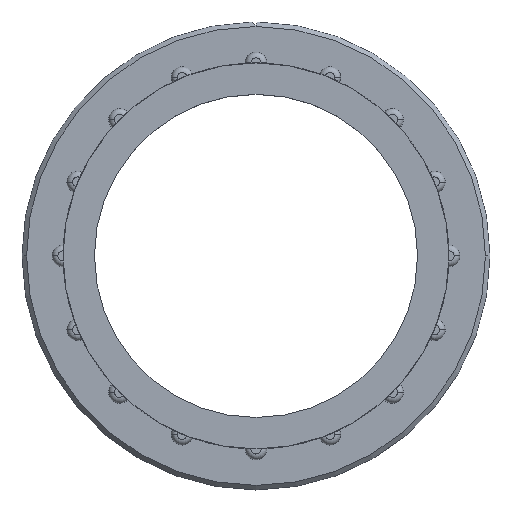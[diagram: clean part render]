
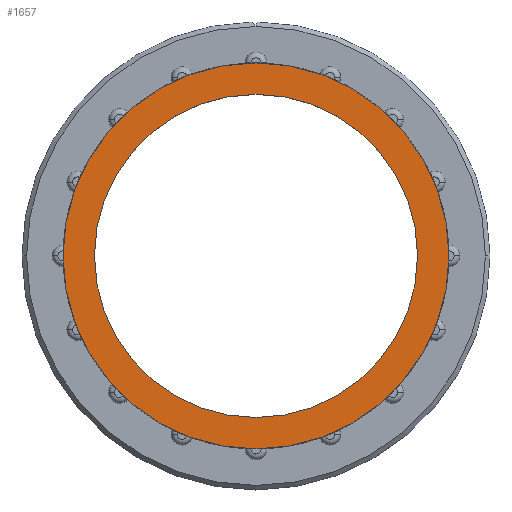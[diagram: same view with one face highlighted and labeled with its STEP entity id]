
A CAD part, top view. The second image highlights one B-rep face of the part: STEP entity #1657.
In plain terms, the highlighted planar face has unit normal (0, 0, 1).
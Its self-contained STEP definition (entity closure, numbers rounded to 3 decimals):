
#3 = VERTEX_POINT ( 'NONE', #2379 ) ;
#151 = DIRECTION ( 'NONE',  ( 1., 0., 0. ) ) ;
#169 = PLANE ( 'NONE',  #987 ) ;
#223 = CIRCLE ( 'NONE', #2343, 16.95 ) ;
#249 = ORIENTED_EDGE ( 'NONE', *, *, #2502, .F. ) ;
#251 = DIRECTION ( 'NONE',  ( 0., 0., 1. ) ) ;
#255 = EDGE_CURVE ( 'NONE', #524, #3, #437, .T. ) ;
#437 = CIRCLE ( 'NONE', #1985, 14.19 ) ;
#524 = VERTEX_POINT ( 'NONE', #3023 ) ;
#682 = EDGE_CURVE ( 'NONE', #695, #1565, #223, .T. ) ;
#695 = VERTEX_POINT ( 'NONE', #1949 ) ;
#820 = FACE_OUTER_BOUND ( 'NONE', #1429, .T. ) ;
#912 = CARTESIAN_POINT ( 'NONE',  ( 0., 0., 4.9 ) ) ;
#933 = DIRECTION ( 'NONE',  ( 1., 0., 0. ) ) ;
#987 = AXIS2_PLACEMENT_3D ( 'NONE', #2072, #1127, #151 ) ;
#1127 = DIRECTION ( 'NONE',  ( 0., 0., 1. ) ) ;
#1128 = CARTESIAN_POINT ( 'NONE',  ( 0., 0., 4.9 ) ) ;
#1185 = DIRECTION ( 'NONE',  ( 0., 0., 1. ) ) ;
#1355 = CIRCLE ( 'NONE', #2329, 16.95 ) ;
#1412 = DIRECTION ( 'NONE',  ( 0., 0., 1. ) ) ;
#1429 = EDGE_LOOP ( 'NONE', ( #1737, #2596 ) ) ;
#1549 = ORIENTED_EDGE ( 'NONE', *, *, #255, .F. ) ;
#1565 = VERTEX_POINT ( 'NONE', #2528 ) ;
#1657 = ADVANCED_FACE ( 'NONE', ( #2516, #820 ), #169, .T. ) ;
#1706 = CARTESIAN_POINT ( 'NONE',  ( 0., 0., 4.9 ) ) ;
#1707 = CARTESIAN_POINT ( 'NONE',  ( 0., 0., 4.9 ) ) ;
#1737 = ORIENTED_EDGE ( 'NONE', *, *, #1878, .T. ) ;
#1878 = EDGE_CURVE ( 'NONE', #1565, #695, #1355, .T. ) ;
#1889 = DIRECTION ( 'NONE',  ( 1., 0., 0. ) ) ;
#1949 = CARTESIAN_POINT ( 'NONE',  ( 16.95, 0., 4.9 ) ) ;
#1985 = AXIS2_PLACEMENT_3D ( 'NONE', #1128, #1185, #1889 ) ;
#2072 = CARTESIAN_POINT ( 'NONE',  ( 0., 0., 4.9 ) ) ;
#2157 = EDGE_LOOP ( 'NONE', ( #249, #1549 ) ) ;
#2177 = DIRECTION ( 'NONE',  ( 1., 0., 0. ) ) ;
#2329 = AXIS2_PLACEMENT_3D ( 'NONE', #912, #2362, #933 ) ;
#2343 = AXIS2_PLACEMENT_3D ( 'NONE', #1707, #1412, #2177 ) ;
#2362 = DIRECTION ( 'NONE',  ( 0., 0., 1. ) ) ;
#2379 = CARTESIAN_POINT ( 'NONE',  ( 14.19, 0., 4.9 ) ) ;
#2502 = EDGE_CURVE ( 'NONE', #3, #524, #2557, .T. ) ;
#2516 = FACE_BOUND ( 'NONE', #2157, .T. ) ;
#2528 = CARTESIAN_POINT ( 'NONE',  ( -16.95, 0., 4.9 ) ) ;
#2557 = CIRCLE ( 'NONE', #3058, 14.19 ) ;
#2596 = ORIENTED_EDGE ( 'NONE', *, *, #682, .T. ) ;
#2663 = DIRECTION ( 'NONE',  ( 1., 0., 0. ) ) ;
#3023 = CARTESIAN_POINT ( 'NONE',  ( -14.19, 0., 4.9 ) ) ;
#3058 = AXIS2_PLACEMENT_3D ( 'NONE', #1706, #251, #2663 ) ;
